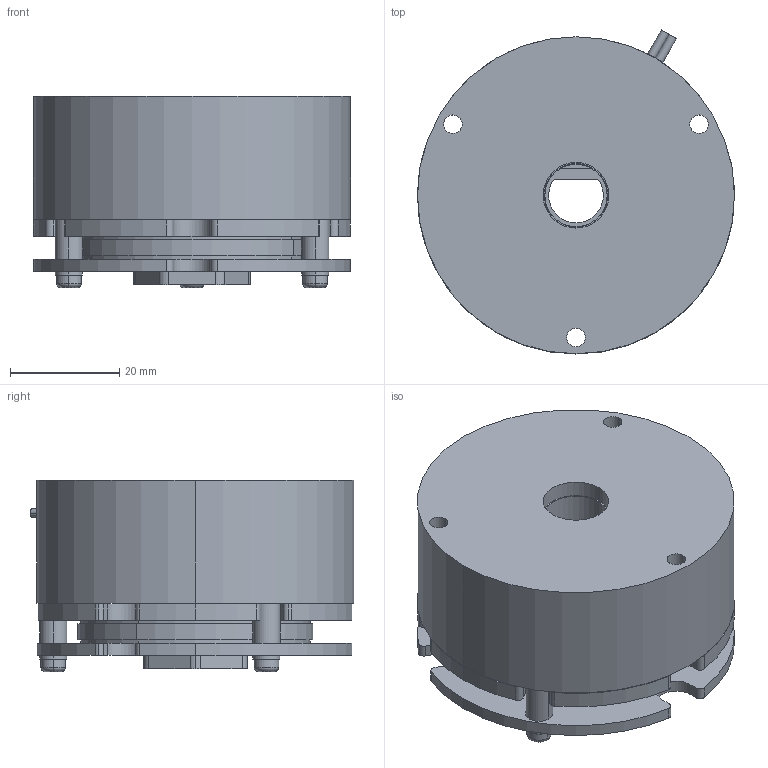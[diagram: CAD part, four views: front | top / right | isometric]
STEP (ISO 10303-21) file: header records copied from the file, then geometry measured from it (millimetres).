
FILE_DESCRIPTION (( 'STEP AP203' ), '1' );
FILE_NAME ('MCNB 10GR_25334800.STEP', '2016-03-29T01:46:38', ( ' ' ), ( '' ), 'SwSTEP 2.0', 'SolidWorks 2009', '' );
FILE_SCHEMA (( 'CONFIG_CONTROL_DESIGN' ));
Length unit declared in the file: millimetre
Products named in the file (1): MCNB 10GR_25334800
Bounding box: 58 x 59.24 x 35 mm (x, y, z)
Volume: 73755.4 mm3; surface area: 24317.4 mm2
Topology: 4 solids, 4 shells, 257 faces, 655 edges, 420 vertices
Faces by surface type: cylinder 148, plane 95, torus 14
Entity records: 7920 total; most frequent: DIRECTION 1479, CARTESIAN_POINT 1325, ORIENTED_EDGE 1294, EDGE_CURVE 647, AXIS2_PLACEMENT_3D 574, VERTEX_POINT 420, LINE 331, VECTOR 331
